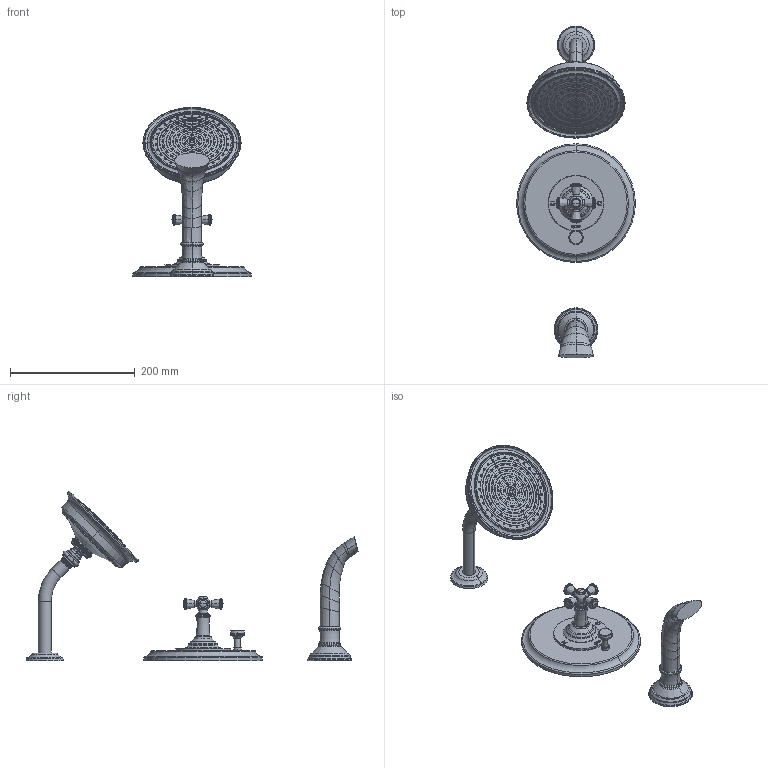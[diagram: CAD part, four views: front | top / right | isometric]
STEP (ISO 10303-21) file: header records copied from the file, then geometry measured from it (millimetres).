
FILE_DESCRIPTION((''),'2;1');
FILE_NAME('3-2402BP','2021-05-28T13:43:44',('jinson.thomas'),(''),'CREO PARAMETRIC BY PTC INC, 2018400','CREO PARAMETRIC BY PTC INC, 2018400','');
FILE_SCHEMA(('CONFIG_CONTROL_DESIGN'));
Products named in the file (1): 3-2402BP
Bounding box: 190.5 x 532.71 x 271.55 mm (x, y, z)
Volume: 1341108.7 mm3; surface area: 180619.2 mm2
Topology: 3 solids, 3 shells, 1379 faces, 3326 edges, 2161 vertices
Faces by surface type: torus 380, plane 277, cylinder 250, cone 200, sphere 116, extrusion 95, bspline 61
Entity records: 62820 total; most frequent: CARTESIAN_POINT 31522, ORIENTED_EDGE 6632, DIRECTION 6210, EDGE_CURVE 3316, AXIS2_PLACEMENT_3D 2626, VERTEX_POINT 2161, EDGE_LOOP 1597, CIRCLE 1403
